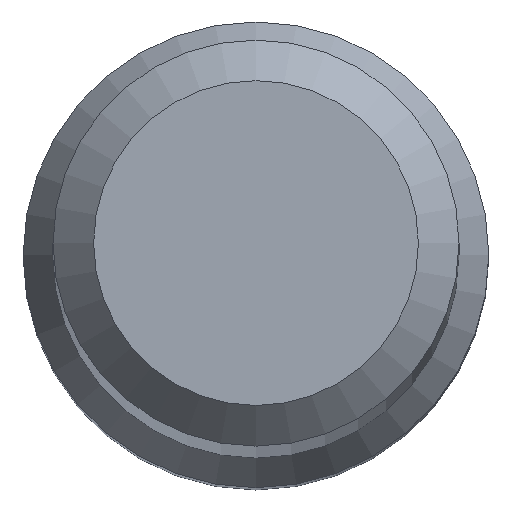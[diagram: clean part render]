
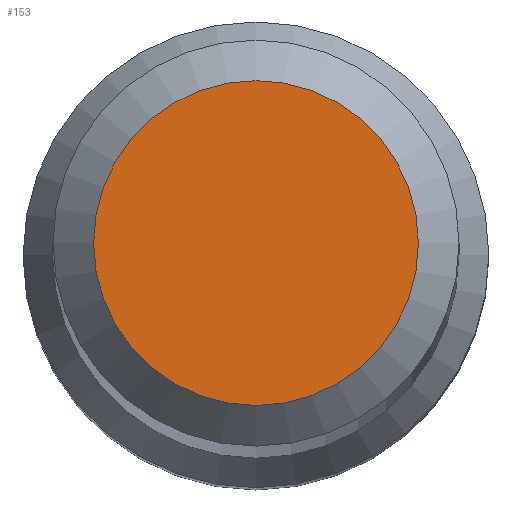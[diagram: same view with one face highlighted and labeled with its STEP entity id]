
A CAD part, top view. The second image highlights one B-rep face of the part: STEP entity #153.
In plain terms, the highlighted planar face has unit normal (0, 0, 1).
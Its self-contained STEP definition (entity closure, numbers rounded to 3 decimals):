
#15 = VERTEX_POINT ( 'NONE', #56 ) ;
#25 = EDGE_CURVE ( 'NONE', #15, #15, #75, .T. ) ;
#49 = FACE_OUTER_BOUND ( 'NONE', #231, .T. ) ;
#56 = CARTESIAN_POINT ( 'NONE',  ( 0., 1.6, 80. ) ) ;
#75 = CIRCLE ( 'NONE', #171, 1.6 ) ;
#98 = ORIENTED_EDGE ( 'NONE', *, *, #25, .F. ) ;
#112 = DIRECTION ( 'NONE',  ( 0., 0., -1. ) ) ;
#124 = CARTESIAN_POINT ( 'NONE',  ( 0., 0., 80. ) ) ;
#134 = CARTESIAN_POINT ( 'NONE',  ( 0., 0., 80. ) ) ;
#153 = ADVANCED_FACE ( 'NONE', ( #49 ), #212, .T. ) ;
#171 = AXIS2_PLACEMENT_3D ( 'NONE', #134, #112, #174 ) ;
#174 = DIRECTION ( 'NONE',  ( 0., 1., 0. ) ) ;
#176 = DIRECTION ( 'NONE',  ( 0., 0., 1. ) ) ;
#207 = AXIS2_PLACEMENT_3D ( 'NONE', #124, #176, #227 ) ;
#212 = PLANE ( 'NONE',  #207 ) ;
#227 = DIRECTION ( 'NONE',  ( 0., -1., 0. ) ) ;
#231 = EDGE_LOOP ( 'NONE', ( #98 ) ) ;
